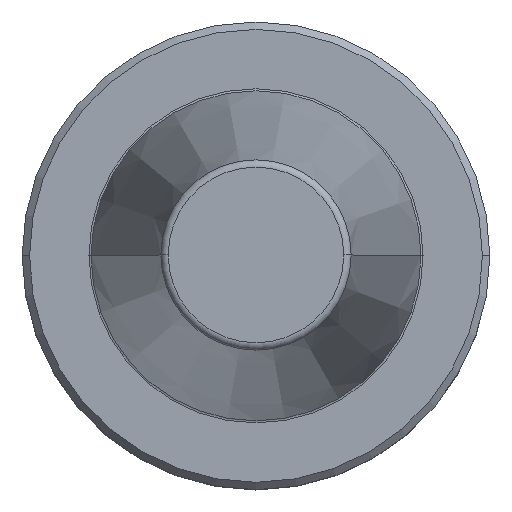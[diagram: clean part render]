
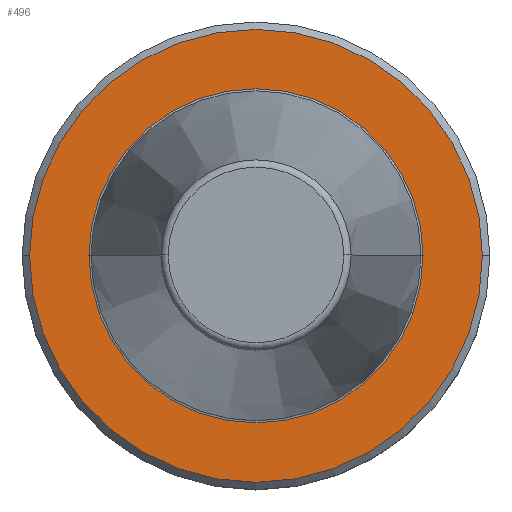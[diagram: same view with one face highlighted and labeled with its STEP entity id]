
A CAD part, top view. The second image highlights one B-rep face of the part: STEP entity #496.
In plain terms, the highlighted planar face has unit normal (0, 0, 1).
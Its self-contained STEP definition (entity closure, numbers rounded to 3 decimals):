
#15 = CIRCLE ( 'NONE', #495, 30.5 ) ;
#25 = DIRECTION ( 'NONE',  ( 1., 0., 0. ) ) ;
#52 = CARTESIAN_POINT ( 'NONE',  ( 0., 0., -1.311 ) ) ;
#73 = AXIS2_PLACEMENT_3D ( 'NONE', #813, #466, #25 ) ;
#106 = EDGE_CURVE ( 'NONE', #309, #524, #690, .T. ) ;
#107 = CARTESIAN_POINT ( 'NONE',  ( -22.5, 0., -1.311 ) ) ;
#128 = DIRECTION ( 'NONE',  ( -1., 0., 0. ) ) ;
#136 = CARTESIAN_POINT ( 'NONE',  ( 22.5, 0., -1.311 ) ) ;
#143 = EDGE_CURVE ( 'NONE', #295, #501, #907, .T. ) ;
#155 = DIRECTION ( 'NONE',  ( 1., 0., 0. ) ) ;
#166 = AXIS2_PLACEMENT_3D ( 'NONE', #522, #281, #128 ) ;
#182 = EDGE_LOOP ( 'NONE', ( #920, #391 ) ) ;
#194 = DIRECTION ( 'NONE',  ( 0., 0., 1. ) ) ;
#274 = CARTESIAN_POINT ( 'NONE',  ( 0., 0., -1.311 ) ) ;
#281 = DIRECTION ( 'NONE',  ( 0., 0., -1. ) ) ;
#284 = DIRECTION ( 'NONE',  ( 1., 0., 0. ) ) ;
#295 = VERTEX_POINT ( 'NONE', #136 ) ;
#309 = VERTEX_POINT ( 'NONE', #555 ) ;
#311 = DIRECTION ( 'NONE',  ( 1., 0., 0. ) ) ;
#364 = AXIS2_PLACEMENT_3D ( 'NONE', #274, #603, #155 ) ;
#391 = ORIENTED_EDGE ( 'NONE', *, *, #106, .T. ) ;
#413 = ORIENTED_EDGE ( 'NONE', *, *, #898, .F. ) ;
#466 = DIRECTION ( 'NONE',  ( 0., 0., 1. ) ) ;
#495 = AXIS2_PLACEMENT_3D ( 'NONE', #52, #932, #284 ) ;
#496 = ADVANCED_FACE ( 'NONE', ( #973, #959 ), #516, .F. ) ;
#501 = VERTEX_POINT ( 'NONE', #107 ) ;
#516 = PLANE ( 'NONE',  #166 ) ;
#522 = CARTESIAN_POINT ( 'NONE',  ( 0., 30.5, -1.311 ) ) ;
#524 = VERTEX_POINT ( 'NONE', #911 ) ;
#555 = CARTESIAN_POINT ( 'NONE',  ( 30.5, 0., -1.311 ) ) ;
#603 = DIRECTION ( 'NONE',  ( 0., 0., 1. ) ) ;
#690 = CIRCLE ( 'NONE', #73, 30.5 ) ;
#695 = ORIENTED_EDGE ( 'NONE', *, *, #143, .F. ) ;
#802 = AXIS2_PLACEMENT_3D ( 'NONE', #853, #194, #311 ) ;
#810 = EDGE_LOOP ( 'NONE', ( #695, #413 ) ) ;
#813 = CARTESIAN_POINT ( 'NONE',  ( 0., 0., -1.311 ) ) ;
#853 = CARTESIAN_POINT ( 'NONE',  ( 0., 0., -1.311 ) ) ;
#898 = EDGE_CURVE ( 'NONE', #501, #295, #1018, .T. ) ;
#907 = CIRCLE ( 'NONE', #802, 22.5 ) ;
#911 = CARTESIAN_POINT ( 'NONE',  ( -30.5, 0., -1.311 ) ) ;
#920 = ORIENTED_EDGE ( 'NONE', *, *, #1001, .T. ) ;
#932 = DIRECTION ( 'NONE',  ( 0., 0., 1. ) ) ;
#959 = FACE_OUTER_BOUND ( 'NONE', #182, .T. ) ;
#973 = FACE_BOUND ( 'NONE', #810, .T. ) ;
#1001 = EDGE_CURVE ( 'NONE', #524, #309, #15, .T. ) ;
#1018 = CIRCLE ( 'NONE', #364, 22.5 ) ;
